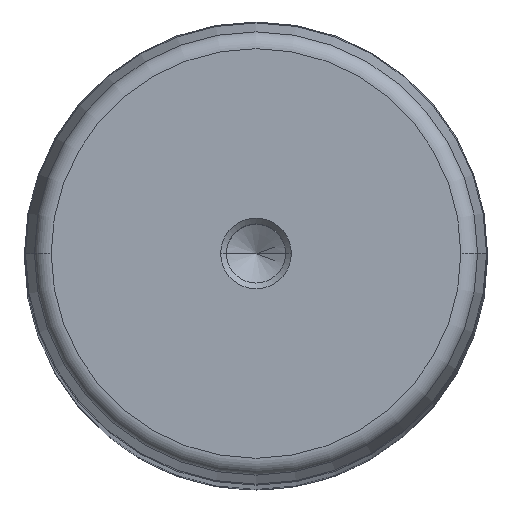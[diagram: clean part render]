
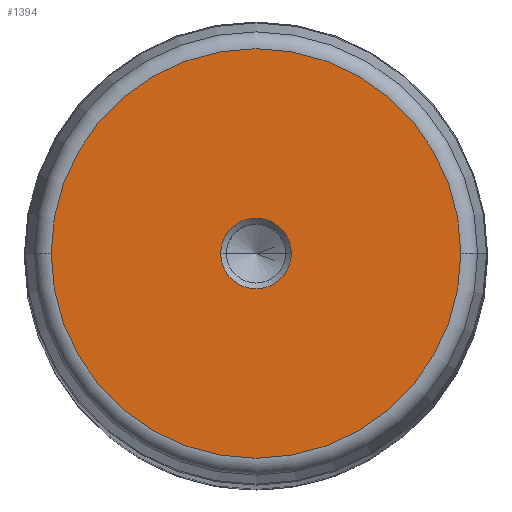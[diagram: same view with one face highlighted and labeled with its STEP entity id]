
A CAD part, top view. The second image highlights one B-rep face of the part: STEP entity #1394.
In plain terms, the highlighted planar face has unit normal (0, 0, 1).
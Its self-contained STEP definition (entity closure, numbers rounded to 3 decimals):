
#67 = DIRECTION ( 'NONE',  ( 0., 0., -1. ) ) ;
#151 = EDGE_LOOP ( 'NONE', ( #2319, #963 ) ) ;
#361 = DIRECTION ( 'NONE',  ( 0., 0., -1. ) ) ;
#451 = CIRCLE ( 'NONE', #3429, 35.379 ) ;
#912 = CARTESIAN_POINT ( 'NONE',  ( 0., 0., 500. ) ) ;
#963 = ORIENTED_EDGE ( 'NONE', *, *, #2723, .F. ) ;
#1009 = ORIENTED_EDGE ( 'NONE', *, *, #2546, .T. ) ;
#1059 = CIRCLE ( 'NONE', #2953, 6.1 ) ;
#1180 = CARTESIAN_POINT ( 'NONE',  ( 0., 0., 500. ) ) ;
#1260 = EDGE_CURVE ( 'NONE', #3412, #1846, #1811, .T. ) ;
#1394 = ADVANCED_FACE ( 'NONE', ( #3168, #1605 ), #2384, .T. ) ;
#1440 = DIRECTION ( 'NONE',  ( -1., 0., 0. ) ) ;
#1532 = AXIS2_PLACEMENT_3D ( 'NONE', #1180, #2768, #2012 ) ;
#1552 = ORIENTED_EDGE ( 'NONE', *, *, #1777, .T. ) ;
#1605 = FACE_OUTER_BOUND ( 'NONE', #151, .T. ) ;
#1746 = VERTEX_POINT ( 'NONE', #3177 ) ;
#1777 = EDGE_CURVE ( 'NONE', #3156, #1746, #1059, .T. ) ;
#1811 = CIRCLE ( 'NONE', #2000, 35.379 ) ;
#1827 = DIRECTION ( 'NONE',  ( 1., 0., 0. ) ) ;
#1841 = EDGE_LOOP ( 'NONE', ( #1009, #1552 ) ) ;
#1846 = VERTEX_POINT ( 'NONE', #3302 ) ;
#1852 = DIRECTION ( 'NONE',  ( -1., 0., 0. ) ) ;
#1863 = CARTESIAN_POINT ( 'NONE',  ( 0., 0., 500. ) ) ;
#2000 = AXIS2_PLACEMENT_3D ( 'NONE', #3443, #2393, #1852 ) ;
#2012 = DIRECTION ( 'NONE',  ( 1., 0., 0. ) ) ;
#2107 = DIRECTION ( 'NONE',  ( 0., 0., 1. ) ) ;
#2283 = AXIS2_PLACEMENT_3D ( 'NONE', #1863, #2107, #1827 ) ;
#2319 = ORIENTED_EDGE ( 'NONE', *, *, #1260, .F. ) ;
#2384 = PLANE ( 'NONE',  #2283 ) ;
#2393 = DIRECTION ( 'NONE',  ( 0., 0., -1. ) ) ;
#2493 = CARTESIAN_POINT ( 'NONE',  ( 0., 0., 500. ) ) ;
#2494 = CARTESIAN_POINT ( 'NONE',  ( -6.1, 0., 500. ) ) ;
#2516 = CARTESIAN_POINT ( 'NONE',  ( -35.379, 0., 500. ) ) ;
#2546 = EDGE_CURVE ( 'NONE', #1746, #3156, #3409, .T. ) ;
#2723 = EDGE_CURVE ( 'NONE', #1846, #3412, #451, .T. ) ;
#2768 = DIRECTION ( 'NONE',  ( 0., 0., -1. ) ) ;
#2770 = DIRECTION ( 'NONE',  ( 1., 0., 0. ) ) ;
#2953 = AXIS2_PLACEMENT_3D ( 'NONE', #912, #67, #2770 ) ;
#3156 = VERTEX_POINT ( 'NONE', #2494 ) ;
#3168 = FACE_BOUND ( 'NONE', #1841, .T. ) ;
#3177 = CARTESIAN_POINT ( 'NONE',  ( 6.1, 0., 500. ) ) ;
#3302 = CARTESIAN_POINT ( 'NONE',  ( 35.379, 0., 500. ) ) ;
#3409 = CIRCLE ( 'NONE', #1532, 6.1 ) ;
#3412 = VERTEX_POINT ( 'NONE', #2516 ) ;
#3429 = AXIS2_PLACEMENT_3D ( 'NONE', #2493, #361, #1440 ) ;
#3443 = CARTESIAN_POINT ( 'NONE',  ( 0., 0., 500. ) ) ;
